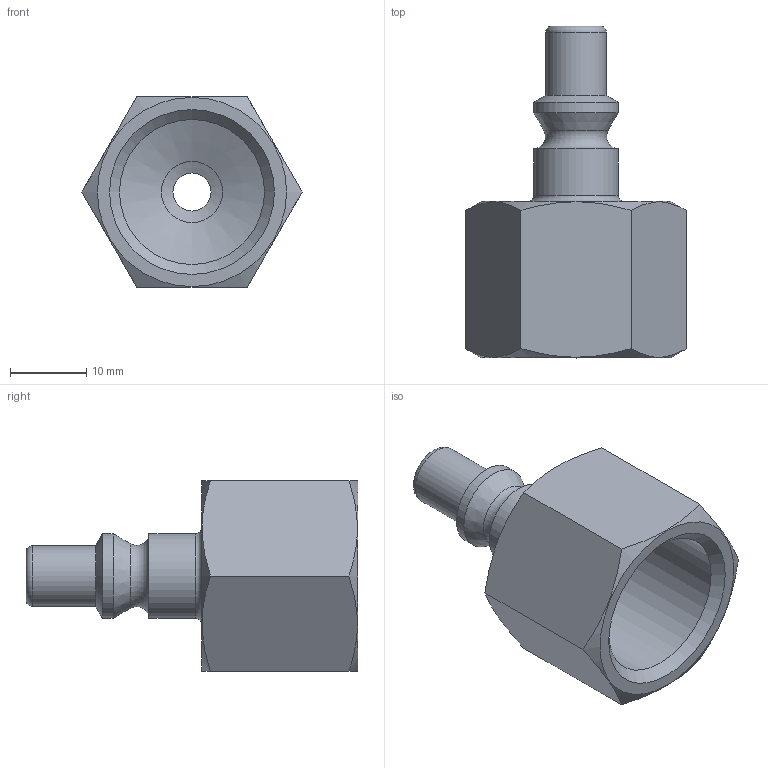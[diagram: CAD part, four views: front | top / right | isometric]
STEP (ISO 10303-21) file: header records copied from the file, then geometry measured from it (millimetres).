
FILE_DESCRIPTION( ( 'STEP AP214' ), '1' );
FILE_NAME( 'psolqas_14300_46.stp', '2021-03-04T17:34:19', ( 'License CC BY-ND 4.0' ), ( 'CADENAS' ), ' ', 'PARTsolutions', ' ' );
FILE_SCHEMA( ( 'AUTOMOTIVE_DESIGN { 1 0 10303 214 1 1 1 1 }' ) );
Length unit declared in the file: metre
Products named in the file (1): NONE
Bounding box: 28.87 x 43.5 x 25 mm (x, y, z)
Volume: 7290.3 mm3; surface area: 4779.2 mm2
Topology: 1 solids, 1 shells, 25 faces, 56 edges, 34 vertices
Faces by surface type: plane 9, cone 7, cylinder 6, torus 3
Full cylindrical faces by diameter (mm): 5 x1, 7.9 x1, 8 x1, 11.1 x2, 19 x1
Entity records: 892 total; most frequent: CARTESIAN_POINT 196, DIRECTION 94, ORIENTED_EDGE 80, AXIS2_PLACEMENT_3D 44, EDGE_LOOP 44, EDGE_CURVE 40, FACE_OUTER_BOUND 34, VERTEX_POINT 34
